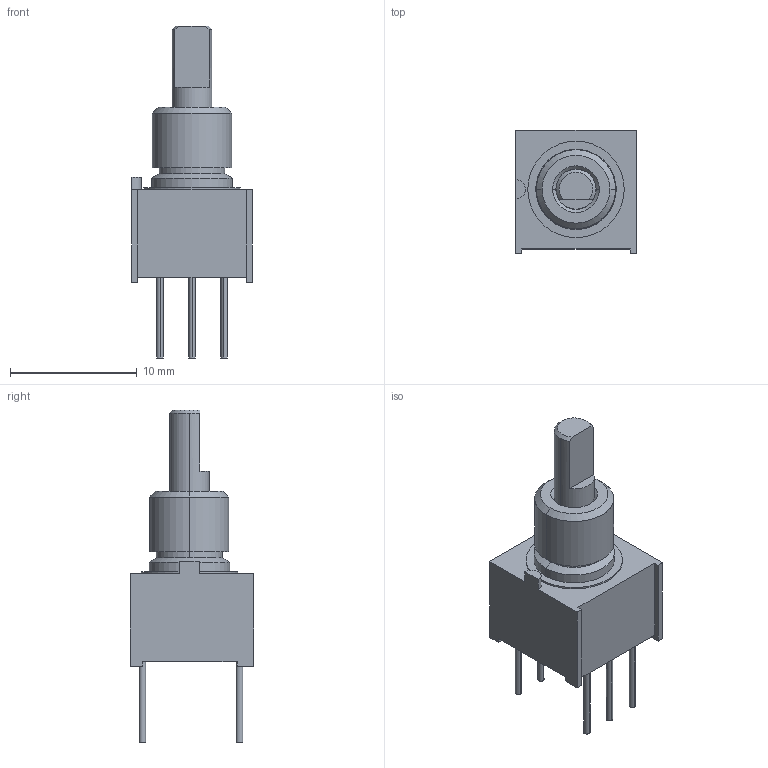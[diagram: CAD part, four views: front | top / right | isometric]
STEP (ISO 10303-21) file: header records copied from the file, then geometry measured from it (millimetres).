
FILE_DESCRIPTION((''),'2;1');
FILE_NAME('33756-73001','2014-05-22T',('RICKB'),('Bourns, Inc.'),'PRO/ENGINEER BY PARAMETRIC TECHNOLOGY CORPORATION, 2012230','PRO/ENGINEER BY PARAMETRIC TECHNOLOGY CORPORATION, 2012230','');
FILE_SCHEMA(('CONFIG_CONTROL_DESIGN'));
Length unit declared in the file: inch
Products named in the file (1): 33756-73001
Bounding box: 9.53 x 9.75 x 26.21 mm (x, y, z)
Volume: 868.9 mm3; surface area: 841.5 mm2
Topology: 1 solids, 2 shells, 134 faces, 328 edges, 212 vertices
Faces by surface type: plane 100, cylinder 27, cone 7
Entity records: 4003 total; most frequent: CARTESIAN_POINT 749, DIRECTION 652, ORIENTED_EDGE 652, EDGE_CURVE 328, VECTOR 260, LINE 260, VERTEX_POINT 212, AXIS2_PLACEMENT_3D 196
